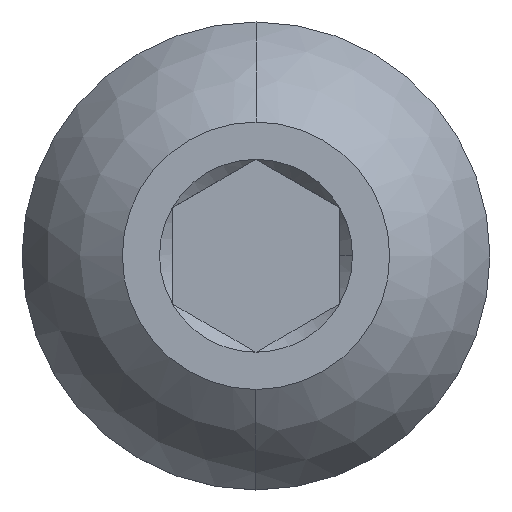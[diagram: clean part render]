
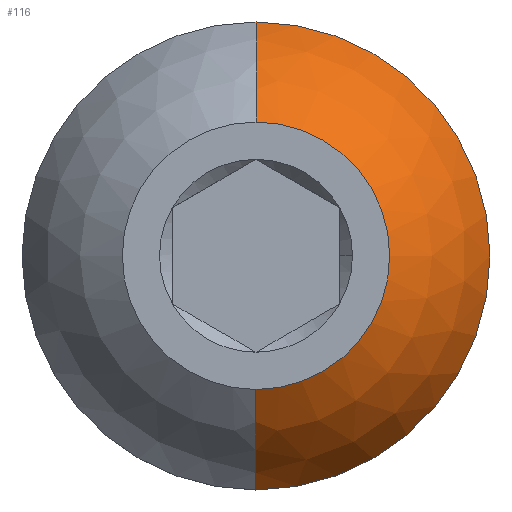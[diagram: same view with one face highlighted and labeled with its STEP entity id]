
A CAD part, top view. The second image highlights one B-rep face of the part: STEP entity #116.
In plain terms, the highlighted spherical face has radius 7.447 mm.
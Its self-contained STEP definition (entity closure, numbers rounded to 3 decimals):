
#25 = CIRCLE ( 'NONE', #489, 7.447 ) ;
#72 = CARTESIAN_POINT ( 'NONE',  ( 0., 0., 22.2 ) ) ;
#80 = AXIS2_PLACEMENT_3D ( 'NONE', #240, #706, #696 ) ;
#88 = VERTEX_POINT ( 'NONE', #417 ) ;
#97 = CARTESIAN_POINT ( 'NONE',  ( 0., 0., 15.918 ) ) ;
#101 = DIRECTION ( 'NONE',  ( 1., 0., 0. ) ) ;
#111 = DIRECTION ( 'NONE',  ( 0., 0., 1. ) ) ;
#113 = CIRCLE ( 'NONE', #293, 7.447 ) ;
#116 = ADVANCED_FACE ( 'NONE', ( #701 ), #316, .T. ) ;
#119 = DIRECTION ( 'NONE',  ( 0., -1., 0. ) ) ;
#153 = ORIENTED_EDGE ( 'NONE', *, *, #234, .T. ) ;
#228 = CARTESIAN_POINT ( 'NONE',  ( 7., 0., 18.46 ) ) ;
#232 = CARTESIAN_POINT ( 'NONE',  ( 0., 0., 15.918 ) ) ;
#234 = EDGE_CURVE ( 'NONE', #259, #611, #113, .T. ) ;
#240 = CARTESIAN_POINT ( 'NONE',  ( 0., 0., 15.918 ) ) ;
#256 = VERTEX_POINT ( 'NONE', #228 ) ;
#257 = DIRECTION ( 'NONE',  ( 0., 0., 1. ) ) ;
#259 = VERTEX_POINT ( 'NONE', #409 ) ;
#263 = ORIENTED_EDGE ( 'NONE', *, *, #372, .T. ) ;
#266 = DIRECTION ( 'NONE',  ( 1., 0., 0. ) ) ;
#273 = CARTESIAN_POINT ( 'NONE',  ( 0., 4., 22.2 ) ) ;
#293 = AXIS2_PLACEMENT_3D ( 'NONE', #97, #602, #791 ) ;
#316 = SPHERICAL_SURFACE ( 'NONE', #80, 7.447 ) ;
#327 = EDGE_LOOP ( 'NONE', ( #411, #715, #263, #153, #777 ) ) ;
#365 = CARTESIAN_POINT ( 'NONE',  ( 0., -4., 22.2 ) ) ;
#372 = EDGE_CURVE ( 'NONE', #256, #259, #530, .T. ) ;
#409 = CARTESIAN_POINT ( 'NONE',  ( 0., 7., 18.46 ) ) ;
#410 = EDGE_CURVE ( 'NONE', #88, #783, #25, .T. ) ;
#411 = ORIENTED_EDGE ( 'NONE', *, *, #410, .F. ) ;
#417 = CARTESIAN_POINT ( 'NONE',  ( 0., -7., 18.46 ) ) ;
#451 = CIRCLE ( 'NONE', #699, 7. ) ;
#489 = AXIS2_PLACEMENT_3D ( 'NONE', #232, #755, #119 ) ;
#530 = CIRCLE ( 'NONE', #555, 7. ) ;
#534 = EDGE_CURVE ( 'NONE', #783, #611, #617, .T. ) ;
#555 = AXIS2_PLACEMENT_3D ( 'NONE', #562, #111, #798 ) ;
#562 = CARTESIAN_POINT ( 'NONE',  ( 0., 0., 18.46 ) ) ;
#602 = DIRECTION ( 'NONE',  ( 1., 0., 0. ) ) ;
#611 = VERTEX_POINT ( 'NONE', #273 ) ;
#617 = CIRCLE ( 'NONE', #721, 4. ) ;
#644 = EDGE_CURVE ( 'NONE', #88, #256, #451, .T. ) ;
#653 = CARTESIAN_POINT ( 'NONE',  ( 0., 0., 18.46 ) ) ;
#664 = DIRECTION ( 'NONE',  ( 0., 0., 1. ) ) ;
#696 = DIRECTION ( 'NONE',  ( 0., 1., 0. ) ) ;
#699 = AXIS2_PLACEMENT_3D ( 'NONE', #653, #664, #101 ) ;
#701 = FACE_OUTER_BOUND ( 'NONE', #327, .T. ) ;
#706 = DIRECTION ( 'NONE',  ( 0., 0., -1. ) ) ;
#715 = ORIENTED_EDGE ( 'NONE', *, *, #644, .T. ) ;
#721 = AXIS2_PLACEMENT_3D ( 'NONE', #72, #257, #266 ) ;
#755 = DIRECTION ( 'NONE',  ( -1., 0., 0. ) ) ;
#777 = ORIENTED_EDGE ( 'NONE', *, *, #534, .F. ) ;
#783 = VERTEX_POINT ( 'NONE', #365 ) ;
#791 = DIRECTION ( 'NONE',  ( 0., 0., -1. ) ) ;
#798 = DIRECTION ( 'NONE',  ( 1., 0., 0. ) ) ;
